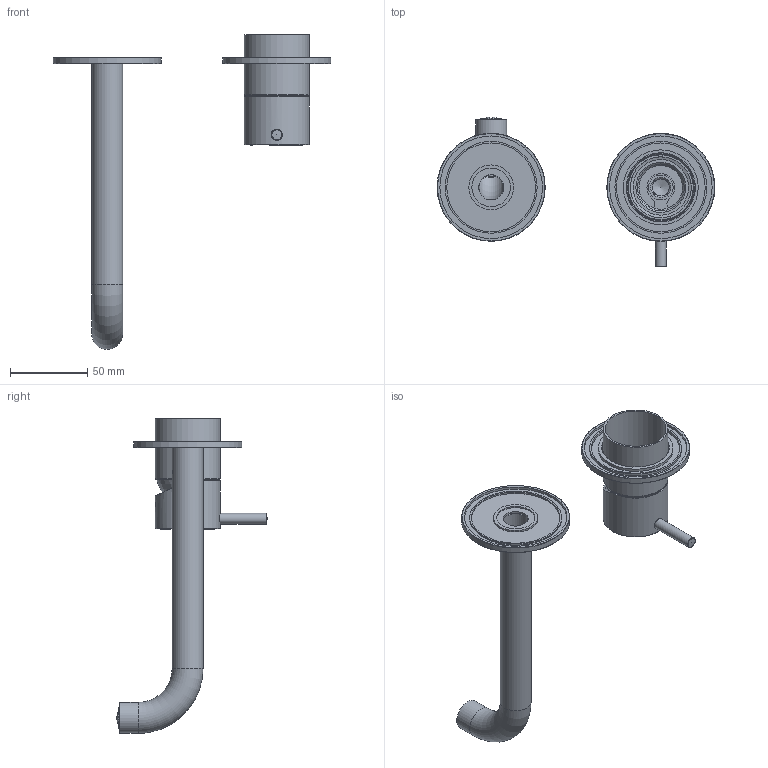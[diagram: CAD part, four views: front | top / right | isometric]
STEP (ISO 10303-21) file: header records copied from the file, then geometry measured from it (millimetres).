
FILE_DESCRIPTION(/* description */ ('Unknown'),/* implementation_level */ '2;1');
FILE_NAME(/* name */ 'CB105-18',/* time_stamp */ '2023-11-20T11:07:50+01:00',/* author */ ('Unknown'),/* organization */ ('Unknown'),/* preprocessor_version */ 'ST-DEVELOPER v18.102',/* originating_system */ 'Solid Edge',/* authorisation */ 'Unknown');
FILE_SCHEMA (('AUTOMOTIVE_DESIGN {1 0 10303 214 3 1 1}'));
Length unit declared in the file: millimetre
Products named in the file (14): CB105EXT18-00; CB031-11; CB105-001_oa_0; CB105-01; CB003-08; CB095-001; CB095-01; CB003-21; CB095FL70-00_oa_1; CB005-15; CB031FL70-00_oa_2; CB005-14; CB003-002_oa_3; CB003-002-1
Assembly tree (13 placements, depth 3):
  CB105EXT18-00
    CB031-11
    CB105-001_oa_0
      CB105-01
      CB003-08
    CB095-001
      CB095-01
      CB003-21
    CB095FL70-00_oa_1
      CB005-15
    CB031FL70-00_oa_2
      CB005-14
    CB003-002_oa_3
      CB003-002-1
Bounding box: 179.9 x 97.32 x 203.8 mm (x, y, z)
Volume: 62422.8 mm3; surface area: 66668.9 mm2
Topology: 8 solids, 8 shells, 319 faces, 777 edges, 510 vertices
Faces by surface type: plane 171, cylinder 56, bspline 42, torus 29, cone 20, sphere 1
Full cylindrical faces by diameter (mm): 3.242 x1, 3.3 x1, 4 x1, 5 x2, 6 x1, 7 x1, 7.2 x1, 11 x1, 12.196 x1, 13.464 x1, 14.577 x1, 15.033 x1, 15.218 x1, 15.229 x1, 15.417 x1, 16 x3, 16.1 x2, 16.3 x2, 16.5 x2, 16.75 x1, 20 x2, 20.5 x1, 25 x1, 28.3 x1, 29 x1, 30.376 x2, 36 x1, 39 x1, 39.5 x1, 42 x2
Entity records: 11398 total; most frequent: CARTESIAN_POINT 2485, ORIENTED_EDGE 1312, DIRECTION 1249, EDGE_CURVE 656, AXIS2_PLACEMENT_3D 486, VERTEX_POINT 481, FACE_BOUND 461, EDGE_LOOP 458
